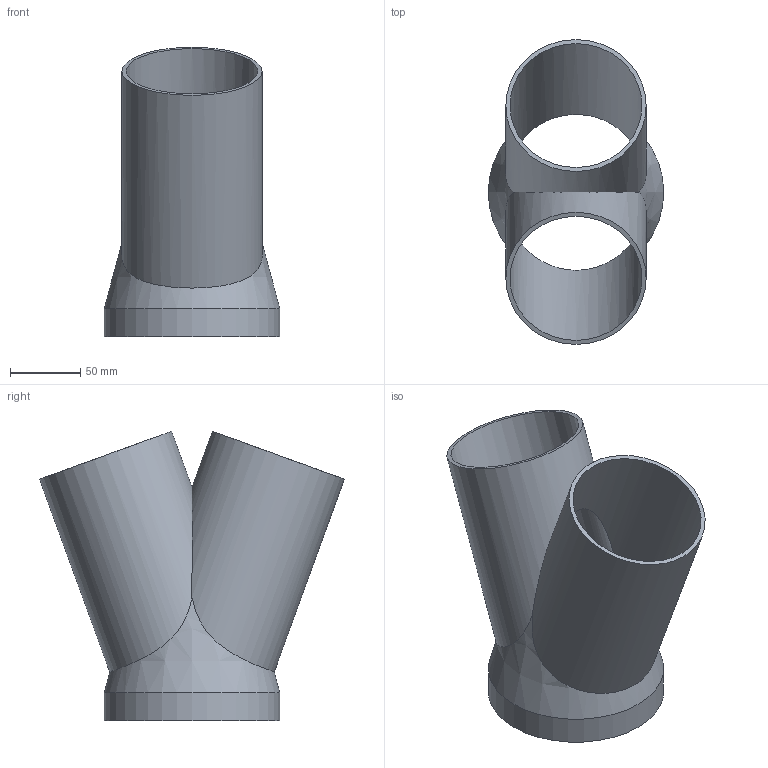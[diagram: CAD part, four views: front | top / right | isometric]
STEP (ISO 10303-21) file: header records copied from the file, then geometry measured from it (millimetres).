
FILE_DESCRIPTION(('FreeCAD Model'),'2;1');
FILE_NAME('Open CASCADE Shape Model','2025-08-05T14:58:20',('Author'),( ''),'Open CASCADE STEP processor 7.8','FreeCAD','Unknown');
FILE_SCHEMA(('AUTOMOTIVE_DESIGN { 1 0 10303 214 1 1 1 1 }'));
Length unit declared in the file: millimetre
Products named in the file (1): Body
Bounding box: 125 x 217.1 x 206.25 mm (x, y, z)
Volume: 266195.8 mm3; surface area: 181084.5 mm2
Topology: 1 solids, 1 shells, 13 faces, 34 edges, 22 vertices
Faces by surface type: cylinder 6, plane 5, cone 2
Full cylindrical faces by diameter (mm): 94 x2, 100 x2, 119 x1, 125 x1
Entity records: 970 total; most frequent: CARTESIAN_POINT 620, DIRECTION 70, ORIENTED_EDGE 68, EDGE_CURVE 34, AXIS2_PLACEMENT_3D 32, VERTEX_POINT 22, FACE_BOUND 16, EDGE_LOOP 16
